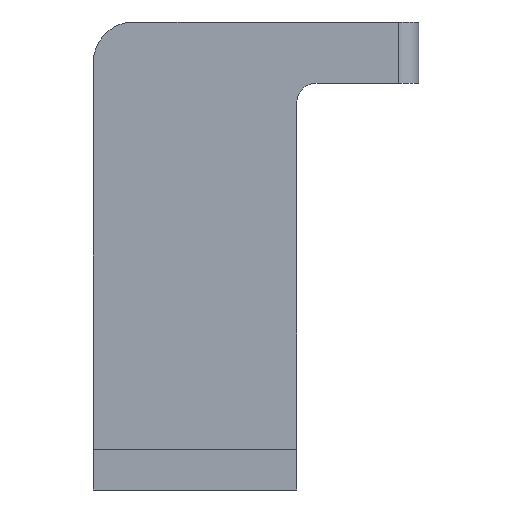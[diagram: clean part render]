
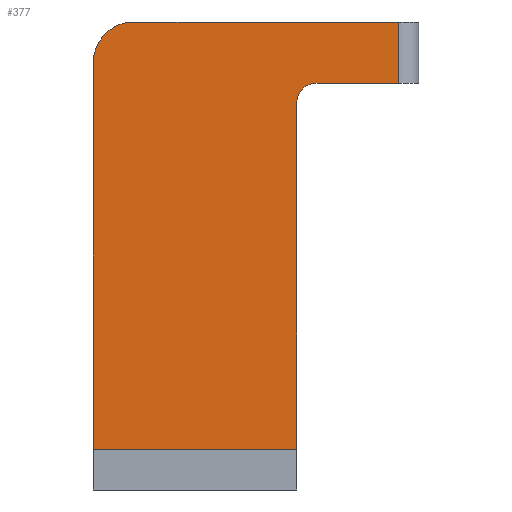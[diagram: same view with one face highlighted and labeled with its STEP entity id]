
A CAD part, front view. The second image highlights one B-rep face of the part: STEP entity #377.
In plain terms, the highlighted planar face has unit normal (0, -1, 0).
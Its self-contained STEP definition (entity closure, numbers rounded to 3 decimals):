
#21=PLANE('',#419);
#36=FACE_OUTER_BOUND('',#57,.T.);
#57=EDGE_LOOP('',(#291,#292,#293,#294,#295,#296,#297,#298));
#85=LINE('',#592,#125);
#87=LINE('',#598,#127);
#90=LINE('',#605,#130);
#91=LINE('',#609,#131);
#92=LINE('',#611,#132);
#93=LINE('',#613,#133);
#125=VECTOR('',#476,10.);
#127=VECTOR('',#482,10.);
#130=VECTOR('',#489,10.);
#131=VECTOR('',#492,10.);
#132=VECTOR('',#493,10.);
#133=VECTOR('',#494,10.);
#160=CIRCLE('',#420,2.);
#161=CIRCLE('',#421,1.);
#182=VERTEX_POINT('',#589);
#183=VERTEX_POINT('',#591);
#185=VERTEX_POINT('',#597);
#187=VERTEX_POINT('',#604);
#188=VERTEX_POINT('',#606);
#189=VERTEX_POINT('',#608);
#190=VERTEX_POINT('',#610);
#191=VERTEX_POINT('',#612);
#221=EDGE_CURVE('',#182,#183,#85,.T.);
#224=EDGE_CURVE('',#183,#185,#87,.T.);
#228=EDGE_CURVE('',#187,#182,#90,.F.);
#229=EDGE_CURVE('',#188,#187,#160,.F.);
#230=EDGE_CURVE('',#189,#188,#91,.F.);
#231=EDGE_CURVE('',#189,#190,#92,.F.);
#232=EDGE_CURVE('',#190,#191,#93,.T.);
#233=EDGE_CURVE('',#185,#191,#161,.F.);
#291=ORIENTED_EDGE('',*,*,#221,.F.);
#292=ORIENTED_EDGE('',*,*,#228,.F.);
#293=ORIENTED_EDGE('',*,*,#229,.F.);
#294=ORIENTED_EDGE('',*,*,#230,.F.);
#295=ORIENTED_EDGE('',*,*,#231,.T.);
#296=ORIENTED_EDGE('',*,*,#232,.T.);
#297=ORIENTED_EDGE('',*,*,#233,.F.);
#298=ORIENTED_EDGE('',*,*,#224,.F.);
#377=ADVANCED_FACE('',(#36),#21,.T.);
#419=AXIS2_PLACEMENT_3D('',#603,#487,#488);
#420=AXIS2_PLACEMENT_3D('',#607,#490,#491);
#421=AXIS2_PLACEMENT_3D('',#614,#495,#496);
#476=DIRECTION('',(0.,0.,-1.));
#482=DIRECTION('',(-1.,0.,0.));
#487=DIRECTION('center_axis',(0.,-1.,0.));
#488=DIRECTION('ref_axis',(1.,0.,0.));
#489=DIRECTION('',(-1.,0.,0.));
#490=DIRECTION('center_axis',(0.,-1.,0.));
#491=DIRECTION('ref_axis',(-0.707,0.,0.707));
#492=DIRECTION('',(0.,0.,-1.));
#493=DIRECTION('',(-1.,0.,0.));
#494=DIRECTION('',(0.,0.,1.));
#495=DIRECTION('center_axis',(0.,1.,0.));
#496=DIRECTION('ref_axis',(-0.707,0.,0.707));
#589=CARTESIAN_POINT('',(-233.25,256.787,38.));
#591=CARTESIAN_POINT('',(-233.25,256.787,35.));
#592=CARTESIAN_POINT('',(-233.25,256.787,26.));
#597=CARTESIAN_POINT('',(-237.25,256.787,35.));
#598=CARTESIAN_POINT('',(-244.25,256.787,35.));
#603=CARTESIAN_POINT('Origin',(-248.25,256.787,17.));
#604=CARTESIAN_POINT('',(-246.25,256.787,38.));
#605=CARTESIAN_POINT('',(-244.25,256.787,38.));
#606=CARTESIAN_POINT('',(-248.25,256.787,36.));
#607=CARTESIAN_POINT('Origin',(-246.25,256.787,36.));
#608=CARTESIAN_POINT('',(-248.25,256.787,17.));
#609=CARTESIAN_POINT('',(-248.25,256.787,17.));
#610=CARTESIAN_POINT('',(-238.25,256.787,17.));
#611=CARTESIAN_POINT('',(-245.75,256.787,17.));
#612=CARTESIAN_POINT('',(-238.25,256.787,34.));
#613=CARTESIAN_POINT('',(-238.25,256.787,17.));
#614=CARTESIAN_POINT('Origin',(-237.25,256.787,34.));
